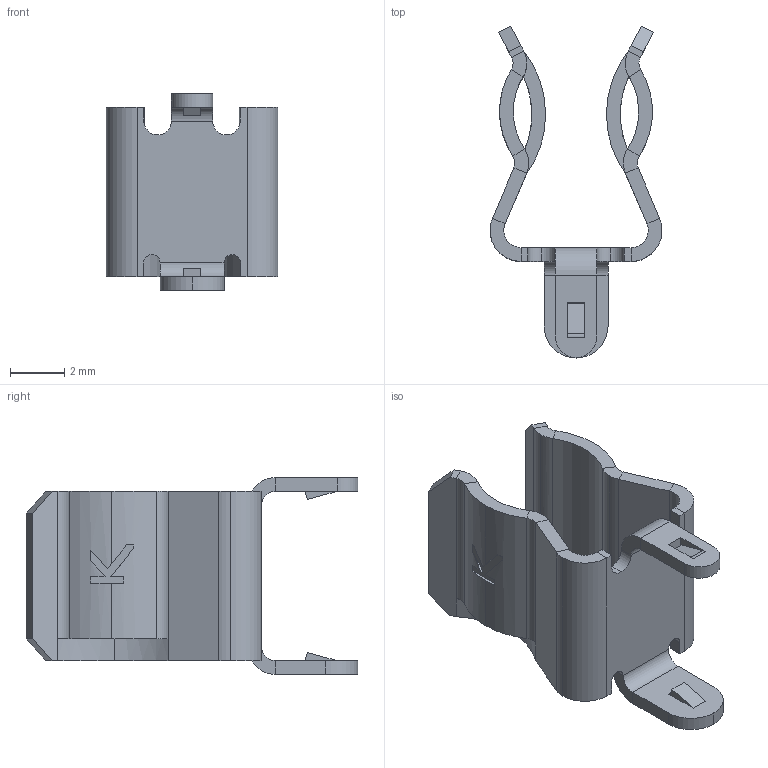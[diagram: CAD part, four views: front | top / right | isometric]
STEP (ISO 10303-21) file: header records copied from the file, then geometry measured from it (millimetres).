
FILE_DESCRIPTION (( 'STEP AP214' ), '1' );
FILE_NAME ('3512P_rev.B.STEP', '2012-09-13T15:18:45', ( 'Richard Maletta' ), ( '' ), 'SwSTEP 2.0', 'SolidWorks 2009', '' );
FILE_SCHEMA (( 'AUTOMOTIVE_DESIGN' ));
Length unit declared in the file: inch
Products named in the file (1): 3512P_rev.B
Bounding box: 6.35 x 12.25 x 7.26 mm (x, y, z)
Volume: 77 mm3; surface area: 355.9 mm2
Topology: 1 solids, 1 shells, 134 faces, 336 edges, 200 vertices
Faces by surface type: plane 88, cylinder 46
Entity records: 3984 total; most frequent: DIRECTION 704, CARTESIAN_POINT 689, ORIENTED_EDGE 672, EDGE_CURVE 336, AXIS2_PLACEMENT_3D 239, LINE 226, VECTOR 226, VERTEX_POINT 200
